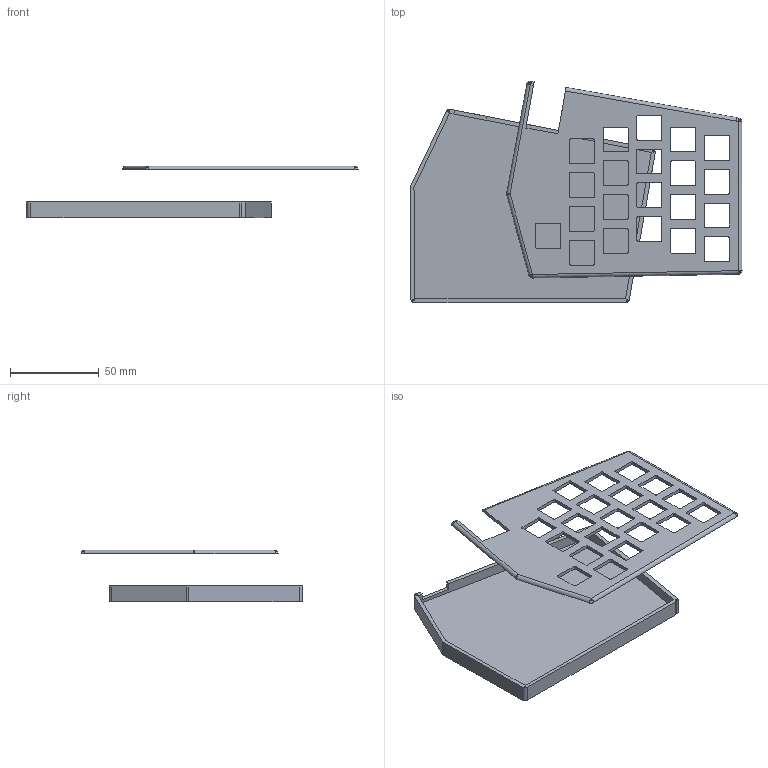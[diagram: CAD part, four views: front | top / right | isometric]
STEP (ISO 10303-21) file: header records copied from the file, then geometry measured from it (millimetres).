
FILE_DESCRIPTION(/* description */ (''),/* implementation_level */ '2;1');
FILE_NAME(/* name */ 'right_top.step',/* time_stamp */ '2026-01-28T22:04:51+05:30',/* author */ (''),/* organization */ (''),/* preprocessor_version */ 'ST-DEVELOPER v20.1',/* originating_system */ 'Autodesk Translation Framework v14.24.0.0',/* authorisation */ '');
FILE_SCHEMA (('AUTOMOTIVE_DESIGN { 1 0 10303 214 3 1 1 }'));
Length unit declared in the file: millimetre
Products named in the file (1): 2026-01-28-11-38-25-218
Bounding box: 187.35 x 124.98 x 29.25 mm (x, y, z)
Volume: 59455.7 mm3; surface area: 51038.9 mm2
Topology: 2 solids, 2 shells, 218 faces, 641 edges, 427 vertices
Faces by surface type: plane 108, cylinder 105, sphere 5
Full cylindrical faces by diameter (mm): 1 x8
Entity records: 7652 total; most frequent: CARTESIAN_POINT 1507, ORIENTED_EDGE 1282, DIRECTION 1276, EDGE_CURVE 641, VERTEX_POINT 427, AXIS2_PLACEMENT_3D 426, LINE 424, VECTOR 424
